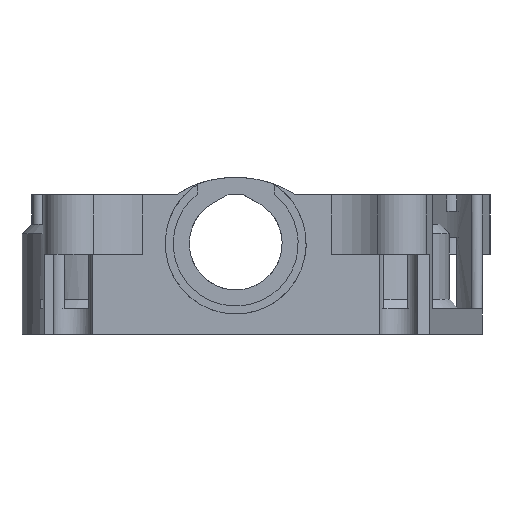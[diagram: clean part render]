
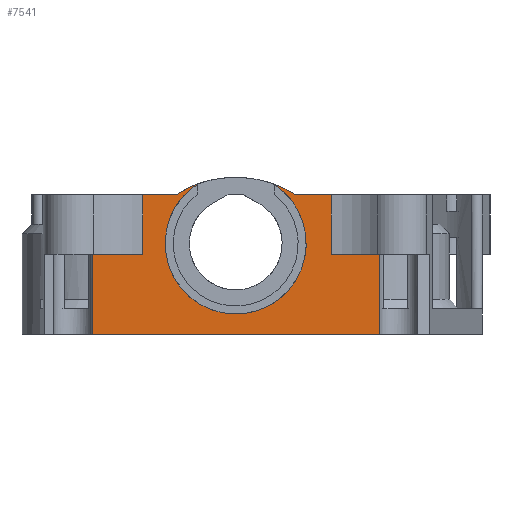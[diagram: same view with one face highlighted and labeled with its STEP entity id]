
A CAD part, front view. The second image highlights one B-rep face of the part: STEP entity #7541.
In plain terms, the highlighted planar face has unit normal (0, -1, 0).
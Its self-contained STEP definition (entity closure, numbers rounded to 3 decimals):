
#879=PLANE('',#7867);
#1242=FACE_OUTER_BOUND('',#1675,.T.);
#1675=EDGE_LOOP('',(#6774,#6775,#6776,#6777,#6778,#6779,#6780,#6781,#6782,
#6783,#6784,#6785,#6786,#6787,#6788));
#2084=LINE('',#13929,#2599);
#2192=LINE('',#15325,#2707);
#2215=LINE('',#15541,#2730);
#2216=LINE('',#15548,#2731);
#2217=LINE('',#15550,#2732);
#2218=LINE('',#15552,#2733);
#2219=LINE('',#15553,#2734);
#2220=LINE('',#15555,#2735);
#2221=LINE('',#15557,#2736);
#2222=LINE('',#15558,#2737);
#2599=VECTOR('',#8520,10.);
#2707=VECTOR('',#8874,10.);
#2730=VECTOR('',#8943,10.);
#2731=VECTOR('',#8950,10.);
#2732=VECTOR('',#8951,10.);
#2733=VECTOR('',#8952,10.);
#2734=VECTOR('',#8953,10.);
#2735=VECTOR('',#8954,10.);
#2736=VECTOR('',#8955,10.);
#2737=VECTOR('',#8956,10.);
#2907=CIRCLE('',#7868,11.);
#2908=CIRCLE('',#7869,0.8);
#2909=CIRCLE('',#7870,11.);
#2910=CIRCLE('',#7871,16.455);
#2911=CIRCLE('',#7872,16.455);
#3460=VERTEX_POINT('',#13926);
#3461=VERTEX_POINT('',#13928);
#3640=VERTEX_POINT('',#15322);
#3641=VERTEX_POINT('',#15324);
#3655=VERTEX_POINT('',#15495);
#3658=VERTEX_POINT('',#15503);
#3671=VERTEX_POINT('',#15538);
#3672=VERTEX_POINT('',#15540);
#3673=VERTEX_POINT('',#15542);
#3674=VERTEX_POINT('',#15545);
#3675=VERTEX_POINT('',#15547);
#3676=VERTEX_POINT('',#15549);
#3677=VERTEX_POINT('',#15551);
#3678=VERTEX_POINT('',#15554);
#3679=VERTEX_POINT('',#15556);
#4457=EDGE_CURVE('',#3460,#3461,#2084,.T.);
#4714=EDGE_CURVE('',#3641,#3640,#2192,.T.);
#4756=EDGE_CURVE('',#3658,#3671,#2907,.T.);
#4757=EDGE_CURVE('',#3671,#3672,#2215,.T.);
#4758=EDGE_CURVE('',#3672,#3673,#2908,.T.);
#4759=EDGE_CURVE('',#3673,#3655,#2909,.T.);
#4760=EDGE_CURVE('',#3655,#3674,#2910,.T.);
#4761=EDGE_CURVE('',#3674,#3675,#2216,.T.);
#4762=EDGE_CURVE('',#3676,#3675,#2217,.T.);
#4763=EDGE_CURVE('',#3676,#3677,#2218,.T.);
#4764=EDGE_CURVE('',#3461,#3677,#2219,.T.);
#4765=EDGE_CURVE('',#3460,#3678,#2220,.T.);
#4766=EDGE_CURVE('',#3678,#3679,#2221,.T.);
#4767=EDGE_CURVE('',#3679,#3641,#2222,.T.);
#4768=EDGE_CURVE('',#3640,#3658,#2911,.T.);
#6774=ORIENTED_EDGE('',*,*,#4756,.T.);
#6775=ORIENTED_EDGE('',*,*,#4757,.T.);
#6776=ORIENTED_EDGE('',*,*,#4758,.T.);
#6777=ORIENTED_EDGE('',*,*,#4759,.T.);
#6778=ORIENTED_EDGE('',*,*,#4760,.T.);
#6779=ORIENTED_EDGE('',*,*,#4761,.T.);
#6780=ORIENTED_EDGE('',*,*,#4762,.F.);
#6781=ORIENTED_EDGE('',*,*,#4763,.T.);
#6782=ORIENTED_EDGE('',*,*,#4764,.F.);
#6783=ORIENTED_EDGE('',*,*,#4457,.F.);
#6784=ORIENTED_EDGE('',*,*,#4765,.T.);
#6785=ORIENTED_EDGE('',*,*,#4766,.T.);
#6786=ORIENTED_EDGE('',*,*,#4767,.T.);
#6787=ORIENTED_EDGE('',*,*,#4714,.T.);
#6788=ORIENTED_EDGE('',*,*,#4768,.T.);
#7541=ADVANCED_FACE('',(#1242),#879,.T.);
#7867=AXIS2_PLACEMENT_3D('',#15537,#8939,#8940);
#7868=AXIS2_PLACEMENT_3D('',#15539,#8941,#8942);
#7869=AXIS2_PLACEMENT_3D('',#15543,#8944,#8945);
#7870=AXIS2_PLACEMENT_3D('',#15544,#8946,#8947);
#7871=AXIS2_PLACEMENT_3D('',#15546,#8948,#8949);
#7872=AXIS2_PLACEMENT_3D('',#15559,#8957,#8958);
#8520=DIRECTION('',(-1.,0.,0.));
#8874=DIRECTION('',(-1.,0.,0.));
#8939=DIRECTION('center_axis',(0.,-1.,0.));
#8940=DIRECTION('ref_axis',(1.,0.,0.));
#8941=DIRECTION('center_axis',(0.,1.,0.));
#8942=DIRECTION('ref_axis',(-1.,0.,0.));
#8943=DIRECTION('',(0.,0.,1.));
#8944=DIRECTION('center_axis',(0.,1.,0.));
#8945=DIRECTION('ref_axis',(-1.,0.,0.));
#8946=DIRECTION('center_axis',(0.,1.,0.));
#8947=DIRECTION('ref_axis',(-1.,0.,0.));
#8948=DIRECTION('center_axis',(0.,-1.,0.));
#8949=DIRECTION('ref_axis',(0.,0.,1.));
#8950=DIRECTION('',(-1.,0.,0.));
#8951=DIRECTION('',(0.,0.,1.));
#8952=DIRECTION('',(-1.,0.,0.));
#8953=DIRECTION('',(0.,0.,1.));
#8954=DIRECTION('',(0.,0.,1.));
#8955=DIRECTION('',(-1.,0.,0.));
#8956=DIRECTION('',(0.,0.,1.));
#8957=DIRECTION('center_axis',(0.,-1.,0.));
#8958=DIRECTION('ref_axis',(0.549,0.,0.836));
#13926=CARTESIAN_POINT('',(22.4,-21.2,0.));
#13928=CARTESIAN_POINT('',(-22.4,-21.2,0.));
#13929=CARTESIAN_POINT('',(-5.627,-21.2,0.));
#15322=CARTESIAN_POINT('',(9.281,-21.2,21.8));
#15324=CARTESIAN_POINT('',(14.9,-21.2,21.8));
#15325=CARTESIAN_POINT('',(-2.599,-21.2,21.8));
#15495=CARTESIAN_POINT('',(-5.841,-21.2,23.521));
#15503=CARTESIAN_POINT('',(5.841,-21.2,23.521));
#15537=CARTESIAN_POINT('Origin',(-14.48,-21.2,0.));
#15538=CARTESIAN_POINT('',(-11.,-21.2,14.2));
#15539=CARTESIAN_POINT('Origin',(0.,-21.2,
14.2));
#15540=CARTESIAN_POINT('',(-11.,-21.2,15.));
#15541=CARTESIAN_POINT('',(-11.,-21.2,7.5));
#15542=CARTESIAN_POINT('',(-10.971,-21.2,14.999));
#15543=CARTESIAN_POINT('Origin',(-11.,-21.2,14.2));
#15544=CARTESIAN_POINT('Origin',(0.,-21.2,14.2));
#15545=CARTESIAN_POINT('',(-9.281,-21.2,21.8));
#15546=CARTESIAN_POINT('Origin',(-0.25,-21.2,8.045));
#15547=CARTESIAN_POINT('',(-14.48,-21.2,21.8));
#15548=CARTESIAN_POINT('',(-25.752,-21.2,21.8));
#15549=CARTESIAN_POINT('',(-14.48,-21.2,12.5));
#15550=CARTESIAN_POINT('',(-14.48,-21.2,0.));
#15551=CARTESIAN_POINT('',(-22.4,-21.2,12.5));
#15552=CARTESIAN_POINT('',(22.4,-21.2,12.5));
#15553=CARTESIAN_POINT('',(-22.4,-21.2,0.));
#15554=CARTESIAN_POINT('',(22.4,-21.2,12.5));
#15555=CARTESIAN_POINT('',(22.4,-21.2,0.));
#15556=CARTESIAN_POINT('',(14.9,-21.2,12.5));
#15557=CARTESIAN_POINT('',(22.4,-21.2,12.5));
#15558=CARTESIAN_POINT('',(14.9,-21.2,0.));
#15559=CARTESIAN_POINT('Origin',(0.25,-21.2,8.045));
